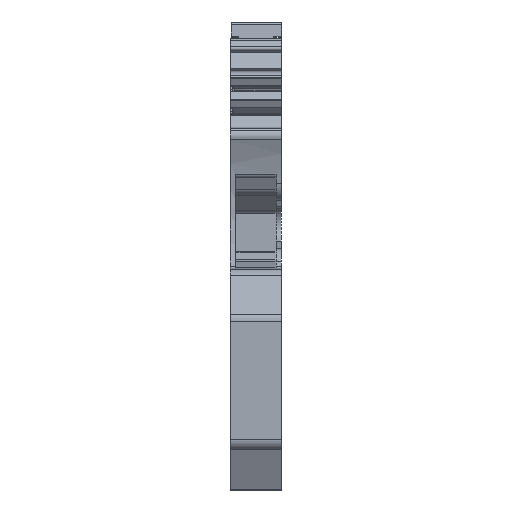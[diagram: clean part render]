
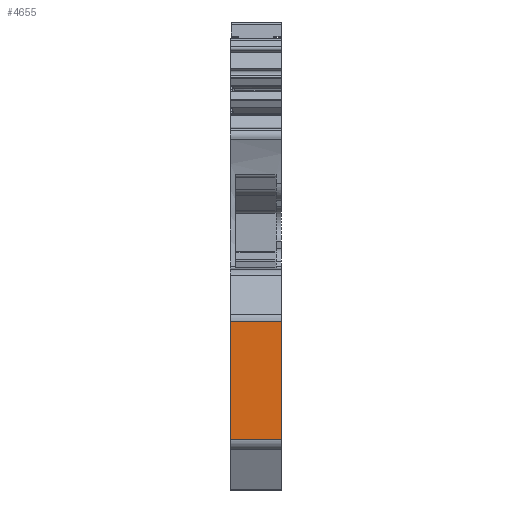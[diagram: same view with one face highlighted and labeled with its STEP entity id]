
A CAD part, front view. The second image highlights one B-rep face of the part: STEP entity #4655.
In plain terms, the highlighted planar face has unit normal (0, -1, 0).
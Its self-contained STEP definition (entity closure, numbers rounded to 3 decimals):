
#4635=AXIS2_PLACEMENT_3D('Plane Axis2P3D',#4632,#4633,#4634) ;
#616=CARTESIAN_POINT('Vertex',(5.03,0.,16.516)) ;
#619=CARTESIAN_POINT('Line Origine',(5.03,0.,10.723)) ;
#623=CARTESIAN_POINT('Vertex',(5.03,0.,4.93)) ;
#4617=CARTESIAN_POINT('Vertex',(0.,0.,16.516)) ;
#4620=CARTESIAN_POINT('Line Origine',(2.515,0.,16.516)) ;
#4632=CARTESIAN_POINT('Axis2P3D Location',(0.,0.,4.93)) ;
#4637=CARTESIAN_POINT('Line Origine',(0.,0.,10.723)) ;
#4641=CARTESIAN_POINT('Vertex',(0.,0.,4.93)) ;
#4644=CARTESIAN_POINT('Line Origine',(2.515,0.,4.93)) ;
#620=DIRECTION('Vector Direction',(0.,0.,1.)) ;
#4621=DIRECTION('Vector Direction',(1.,0.,0.)) ;
#4633=DIRECTION('Axis2P3D Direction',(0.,1.,0.)) ;
#4634=DIRECTION('Axis2P3D XDirection',(0.,0.,1.)) ;
#4638=DIRECTION('Vector Direction',(0.,0.,1.)) ;
#4645=DIRECTION('Vector Direction',(1.,0.,0.)) ;
#621=VECTOR('Line Direction',#620,1.) ;
#4622=VECTOR('Line Direction',#4621,1.) ;
#4639=VECTOR('Line Direction',#4638,1.) ;
#4646=VECTOR('Line Direction',#4645,1.) ;
#4650=ORIENTED_EDGE('',*,*,#4624,.F.) ;
#4651=ORIENTED_EDGE('',*,*,#4643,.T.) ;
#4652=ORIENTED_EDGE('',*,*,#4648,.T.) ;
#4653=ORIENTED_EDGE('',*,*,#625,.F.) ;
#4655=ADVANCED_FACE('KLTR',(#4654),#4636,.F.) ;
#625=EDGE_CURVE('',#617,#624,#622,.F.) ;
#4624=EDGE_CURVE('',#4618,#617,#4623,.T.) ;
#4643=EDGE_CURVE('',#4618,#4642,#4640,.F.) ;
#4648=EDGE_CURVE('',#4642,#624,#4647,.T.) ;
#4649=EDGE_LOOP('',(#4650,#4651,#4652,#4653)) ;
#4654=FACE_OUTER_BOUND('',#4649,.T.) ;
#622=LINE('Line',#619,#621) ;
#4623=LINE('Line',#4620,#4622) ;
#4640=LINE('Line',#4637,#4639) ;
#4647=LINE('Line',#4644,#4646) ;
#4636=PLANE('',#4635) ;
#617=VERTEX_POINT('',#616) ;
#624=VERTEX_POINT('',#623) ;
#4618=VERTEX_POINT('',#4617) ;
#4642=VERTEX_POINT('',#4641) ;
